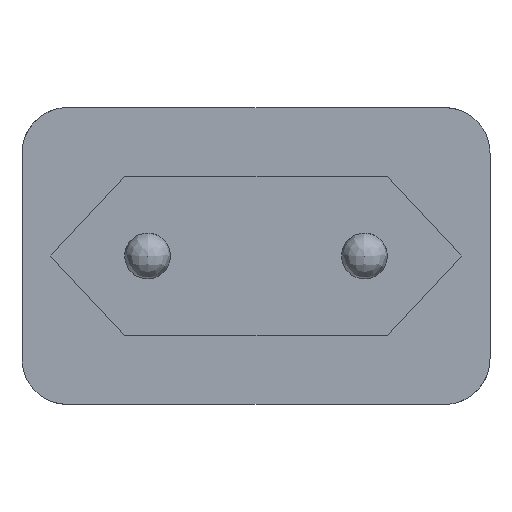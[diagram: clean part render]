
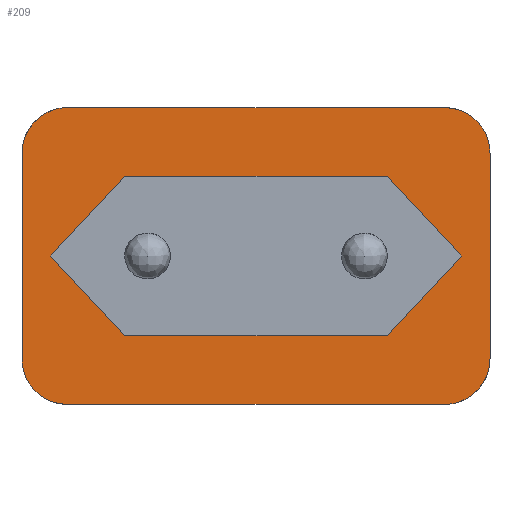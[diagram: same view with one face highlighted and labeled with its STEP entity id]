
A CAD part, front view. The second image highlights one B-rep face of the part: STEP entity #209.
In plain terms, the highlighted free-form (B-spline) face has degree [1, 1] with [2, 2] control points.
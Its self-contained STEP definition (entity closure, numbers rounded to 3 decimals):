
#156 = VERTEX_POINT('',#157);
#157 = CARTESIAN_POINT('',(-22.397,0.,-17.646));
#162 = EDGE_CURVE('',#156,#163,#165,.T.);
#163 = VERTEX_POINT('',#164);
#164 = CARTESIAN_POINT('',(-27.827,0.,-12.217));
#165 = ( BOUNDED_CURVE() B_SPLINE_CURVE(2,(#166,#167,#168),
.UNSPECIFIED.,.F.,.F.) B_SPLINE_CURVE_WITH_KNOTS((3,3),(5.498,
7.069),.PIECEWISE_BEZIER_KNOTS.) CURVE() 
GEOMETRIC_REPRESENTATION_ITEM() RATIONAL_B_SPLINE_CURVE((1.,
0.707,1.)) REPRESENTATION_ITEM('') );
#166 = CARTESIAN_POINT('',(-22.397,0.,-17.646));
#167 = CARTESIAN_POINT('',(-27.827,0.,-17.646));
#168 = CARTESIAN_POINT('',(-27.827,0.,-12.217));
#186 = EDGE_CURVE('',#187,#163,#189,.T.);
#187 = VERTEX_POINT('',#188);
#188 = CARTESIAN_POINT('',(-27.827,0.,12.217));
#189 = B_SPLINE_CURVE_WITH_KNOTS('',1,(#190,#191),.UNSPECIFIED.,.F.,.F.,
  (2,2),(4.,22.),.PIECEWISE_BEZIER_KNOTS.);
#190 = CARTESIAN_POINT('',(-27.827,0.,12.217));
#191 = CARTESIAN_POINT('',(-27.827,0.,-12.217));
#209 = ADVANCED_FACE('',(#210,#257),#301,.F.);
#210 = FACE_BOUND('',#211,.T.);
#211 = EDGE_LOOP('',(#212,#213,#220,#228,#235,#243,#250,#256));
#212 = ORIENTED_EDGE('',*,*,#162,.F.);
#213 = ORIENTED_EDGE('',*,*,#214,.T.);
#214 = EDGE_CURVE('',#156,#215,#217,.T.);
#215 = VERTEX_POINT('',#216);
#216 = CARTESIAN_POINT('',(22.397,0.,-17.646));
#217 = B_SPLINE_CURVE_WITH_KNOTS('',1,(#218,#219),.UNSPECIFIED.,.F.,.F.,
  (2,2),(4.,37.),.PIECEWISE_BEZIER_KNOTS.);
#218 = CARTESIAN_POINT('',(-22.397,0.,-17.646));
#219 = CARTESIAN_POINT('',(22.397,0.,-17.646));
#220 = ORIENTED_EDGE('',*,*,#221,.F.);
#221 = EDGE_CURVE('',#222,#215,#224,.T.);
#222 = VERTEX_POINT('',#223);
#223 = CARTESIAN_POINT('',(27.827,0.,-12.217));
#224 = ( BOUNDED_CURVE() B_SPLINE_CURVE(2,(#225,#226,#227),
.UNSPECIFIED.,.F.,.F.) B_SPLINE_CURVE_WITH_KNOTS((3,3),(5.498,
7.069),.PIECEWISE_BEZIER_KNOTS.) CURVE() 
GEOMETRIC_REPRESENTATION_ITEM() RATIONAL_B_SPLINE_CURVE((1.,
0.707,1.)) REPRESENTATION_ITEM('') );
#225 = CARTESIAN_POINT('',(27.827,0.,-12.217));
#226 = CARTESIAN_POINT('',(27.827,0.,-17.646));
#227 = CARTESIAN_POINT('',(22.397,0.,-17.646));
#228 = ORIENTED_EDGE('',*,*,#229,.T.);
#229 = EDGE_CURVE('',#222,#230,#232,.T.);
#230 = VERTEX_POINT('',#231);
#231 = CARTESIAN_POINT('',(27.827,0.,12.217));
#232 = B_SPLINE_CURVE_WITH_KNOTS('',1,(#233,#234),.UNSPECIFIED.,.F.,.F.,
  (2,2),(4.,22.),.PIECEWISE_BEZIER_KNOTS.);
#233 = CARTESIAN_POINT('',(27.827,0.,-12.217));
#234 = CARTESIAN_POINT('',(27.827,0.,12.217));
#235 = ORIENTED_EDGE('',*,*,#236,.F.);
#236 = EDGE_CURVE('',#237,#230,#239,.T.);
#237 = VERTEX_POINT('',#238);
#238 = CARTESIAN_POINT('',(22.397,0.,17.646));
#239 = ( BOUNDED_CURVE() B_SPLINE_CURVE(2,(#240,#241,#242),
.UNSPECIFIED.,.F.,.F.) B_SPLINE_CURVE_WITH_KNOTS((3,3),(5.498,
7.069),.PIECEWISE_BEZIER_KNOTS.) CURVE() 
GEOMETRIC_REPRESENTATION_ITEM() RATIONAL_B_SPLINE_CURVE((1.,
0.707,1.)) REPRESENTATION_ITEM('') );
#240 = CARTESIAN_POINT('',(22.397,0.,17.646));
#241 = CARTESIAN_POINT('',(27.827,0.,17.646));
#242 = CARTESIAN_POINT('',(27.827,0.,12.217));
#243 = ORIENTED_EDGE('',*,*,#244,.T.);
#244 = EDGE_CURVE('',#237,#245,#247,.T.);
#245 = VERTEX_POINT('',#246);
#246 = CARTESIAN_POINT('',(-22.397,0.,17.646));
#247 = B_SPLINE_CURVE_WITH_KNOTS('',1,(#248,#249),.UNSPECIFIED.,.F.,.F.,
  (2,2),(4.,37.),.PIECEWISE_BEZIER_KNOTS.);
#248 = CARTESIAN_POINT('',(22.397,0.,17.646));
#249 = CARTESIAN_POINT('',(-22.397,0.,17.646));
#250 = ORIENTED_EDGE('',*,*,#251,.F.);
#251 = EDGE_CURVE('',#187,#245,#252,.T.);
#252 = ( BOUNDED_CURVE() B_SPLINE_CURVE(2,(#253,#254,#255),
.UNSPECIFIED.,.F.,.F.) B_SPLINE_CURVE_WITH_KNOTS((3,3),(5.498,
7.069),.PIECEWISE_BEZIER_KNOTS.) CURVE() 
GEOMETRIC_REPRESENTATION_ITEM() RATIONAL_B_SPLINE_CURVE((1.,
0.707,1.)) REPRESENTATION_ITEM('') );
#253 = CARTESIAN_POINT('',(-27.827,0.,12.217));
#254 = CARTESIAN_POINT('',(-27.827,0.,17.646));
#255 = CARTESIAN_POINT('',(-22.397,0.,17.646));
#256 = ORIENTED_EDGE('',*,*,#186,.T.);
#257 = FACE_BOUND('',#258,.T.);
#258 = EDGE_LOOP('',(#259,#268,#275,#282,#289,#296));
#259 = ORIENTED_EDGE('',*,*,#260,.T.);
#260 = EDGE_CURVE('',#261,#263,#265,.T.);
#261 = VERTEX_POINT('',#262);
#262 = CARTESIAN_POINT('',(-15.61,0.,-9.502));
#263 = VERTEX_POINT('',#264);
#264 = CARTESIAN_POINT('',(-24.433,0.,0.));
#265 = B_SPLINE_CURVE_WITH_KNOTS('',1,(#266,#267),.UNSPECIFIED.,.F.,.F.,
  (2,2),(-3.428,6.124),.PIECEWISE_BEZIER_KNOTS.);
#266 = CARTESIAN_POINT('',(-15.61,0.,-9.502));
#267 = CARTESIAN_POINT('',(-24.433,0.,0.));
#268 = ORIENTED_EDGE('',*,*,#269,.T.);
#269 = EDGE_CURVE('',#263,#270,#272,.T.);
#270 = VERTEX_POINT('',#271);
#271 = CARTESIAN_POINT('',(-15.61,0.,9.502));
#272 = B_SPLINE_CURVE_WITH_KNOTS('',1,(#273,#274),.UNSPECIFIED.,.F.,.F.,
  (2,2),(-10.9,-1.348),.PIECEWISE_BEZIER_KNOTS.);
#273 = CARTESIAN_POINT('',(-24.433,0.,0.));
#274 = CARTESIAN_POINT('',(-15.61,0.,9.502));
#275 = ORIENTED_EDGE('',*,*,#276,.T.);
#276 = EDGE_CURVE('',#270,#277,#279,.T.);
#277 = VERTEX_POINT('',#278);
#278 = CARTESIAN_POINT('',(15.61,0.,9.502));
#279 = B_SPLINE_CURVE_WITH_KNOTS('',1,(#280,#281),.UNSPECIFIED.,.F.,.F.,
  (2,2),(-17.25,5.75),.PIECEWISE_BEZIER_KNOTS.);
#280 = CARTESIAN_POINT('',(-15.61,0.,9.502));
#281 = CARTESIAN_POINT('',(15.61,0.,9.502));
#282 = ORIENTED_EDGE('',*,*,#283,.T.);
#283 = EDGE_CURVE('',#277,#284,#286,.T.);
#284 = VERTEX_POINT('',#285);
#285 = CARTESIAN_POINT('',(24.433,0.,0.));
#286 = B_SPLINE_CURVE_WITH_KNOTS('',1,(#287,#288),.UNSPECIFIED.,.F.,.F.,
  (2,2),(-3.428,6.124),.PIECEWISE_BEZIER_KNOTS.);
#287 = CARTESIAN_POINT('',(15.61,0.,9.502));
#288 = CARTESIAN_POINT('',(24.433,0.,0.));
#289 = ORIENTED_EDGE('',*,*,#290,.T.);
#290 = EDGE_CURVE('',#284,#291,#293,.T.);
#291 = VERTEX_POINT('',#292);
#292 = CARTESIAN_POINT('',(15.61,0.,-9.502));
#293 = B_SPLINE_CURVE_WITH_KNOTS('',1,(#294,#295),.UNSPECIFIED.,.F.,.F.,
  (2,2),(-10.9,-1.348),.PIECEWISE_BEZIER_KNOTS.);
#294 = CARTESIAN_POINT('',(24.433,0.,0.));
#295 = CARTESIAN_POINT('',(15.61,0.,-9.502));
#296 = ORIENTED_EDGE('',*,*,#297,.T.);
#297 = EDGE_CURVE('',#291,#261,#298,.T.);
#298 = B_SPLINE_CURVE_WITH_KNOTS('',1,(#299,#300),.UNSPECIFIED.,.F.,.F.,
  (2,2),(-17.25,5.75),.PIECEWISE_BEZIER_KNOTS.);
#299 = CARTESIAN_POINT('',(15.61,0.,-9.502));
#300 = CARTESIAN_POINT('',(-15.61,0.,-9.502));
#301 = B_SPLINE_SURFACE_WITH_KNOTS('',1,1,(
    (#302,#303)
    ,(#304,#305
    )),.UNSPECIFIED.,.F.,.F.,.F.,(2,2),(2,2),(-20.5,20.5),(-13.,13.),
  .PIECEWISE_BEZIER_KNOTS.);
#302 = CARTESIAN_POINT('',(-27.827,0.,17.646));
#303 = CARTESIAN_POINT('',(-27.827,0.,-17.646));
#304 = CARTESIAN_POINT('',(27.827,0.,17.646));
#305 = CARTESIAN_POINT('',(27.827,0.,-17.646));
